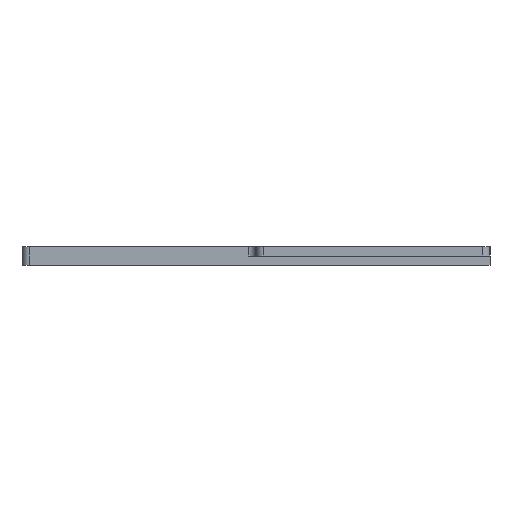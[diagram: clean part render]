
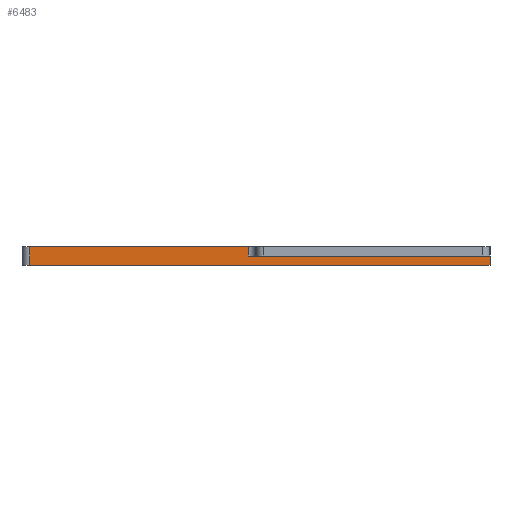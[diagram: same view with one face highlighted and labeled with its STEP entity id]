
A CAD part, left-side view. The second image highlights one B-rep face of the part: STEP entity #6483.
In plain terms, the highlighted planar face has unit normal (-1, 0, 0).
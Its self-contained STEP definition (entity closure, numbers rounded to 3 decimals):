
#363=CARTESIAN_POINT('',(-47.626,-38.102,11.));
#364=VERTEX_POINT('',#363);
#371=CARTESIAN_POINT('',(-47.626,36.848,11.));
#372=VERTEX_POINT('',#371);
#373=CARTESIAN_POINT('',(-47.626,-38.102,11.));
#374=DIRECTION('',(0.,1.,0.));
#375=VECTOR('',#374,74.95);
#376=LINE('',#373,#375);
#377=EDGE_CURVE('',#364,#372,#376,.T.);
#3958=CARTESIAN_POINT('',(-47.626,-38.102,12.5));
#3959=VERTEX_POINT('',#3958);
#3966=CARTESIAN_POINT('',(-47.626,-38.102,12.5));
#3967=DIRECTION('',(0.,0.,-1.));
#3968=VECTOR('',#3967,1.5);
#3969=LINE('',#3966,#3968);
#3970=EDGE_CURVE('',#3959,#364,#3969,.T.);
#6444=CARTESIAN_POINT('',(-47.626,19.048,14.));
#6445=DIRECTION('',(-1.,0.,0.));
#6446=DIRECTION('',(0.,0.,1.));
#6447=AXIS2_PLACEMENT_3D('',#6444,#6445,#6446);
#6448=PLANE('',#6447);
#6449=CARTESIAN_POINT('',(-47.626,1.249,14.));
#6450=VERTEX_POINT('',#6449);
#6451=CARTESIAN_POINT('',(-47.626,36.848,14.));
#6452=VERTEX_POINT('',#6451);
#6453=CARTESIAN_POINT('',(-47.626,1.249,14.));
#6454=DIRECTION('',(0.,1.,0.));
#6455=VECTOR('',#6454,35.598);
#6456=LINE('',#6453,#6455);
#6457=EDGE_CURVE('',#6450,#6452,#6456,.T.);
#6458=ORIENTED_EDGE('',*,*,#6457,.T.);
#6459=CARTESIAN_POINT('',(-47.626,36.848,14.));
#6460=DIRECTION('',(-0.,-0.,-1.));
#6461=VECTOR('',#6460,3.);
#6462=LINE('',#6459,#6461);
#6463=EDGE_CURVE('',#6452,#372,#6462,.T.);
#6464=ORIENTED_EDGE('',*,*,#6463,.T.);
#6465=ORIENTED_EDGE('',*,*,#377,.F.);
#6466=ORIENTED_EDGE('',*,*,#3970,.F.);
#6467=CARTESIAN_POINT('',(-47.626,1.249,12.5));
#6468=VERTEX_POINT('',#6467);
#6469=CARTESIAN_POINT('',(-47.626,1.249,12.5));
#6470=DIRECTION('',(0.,-1.,0.));
#6471=VECTOR('',#6470,39.351);
#6472=LINE('',#6469,#6471);
#6473=EDGE_CURVE('',#6468,#3959,#6472,.T.);
#6474=ORIENTED_EDGE('',*,*,#6473,.F.);
#6475=CARTESIAN_POINT('',(-47.626,1.249,12.5));
#6476=DIRECTION('',(0.,0.,1.));
#6477=VECTOR('',#6476,1.5);
#6478=LINE('',#6475,#6477);
#6479=EDGE_CURVE('',#6468,#6450,#6478,.T.);
#6480=ORIENTED_EDGE('',*,*,#6479,.T.);
#6481=EDGE_LOOP('',(#6458,#6464,#6465,#6466,#6474,#6480));
#6482=FACE_BOUND('',#6481,.T.);
#6483=ADVANCED_FACE('',(#6482),#6448,.T.);
